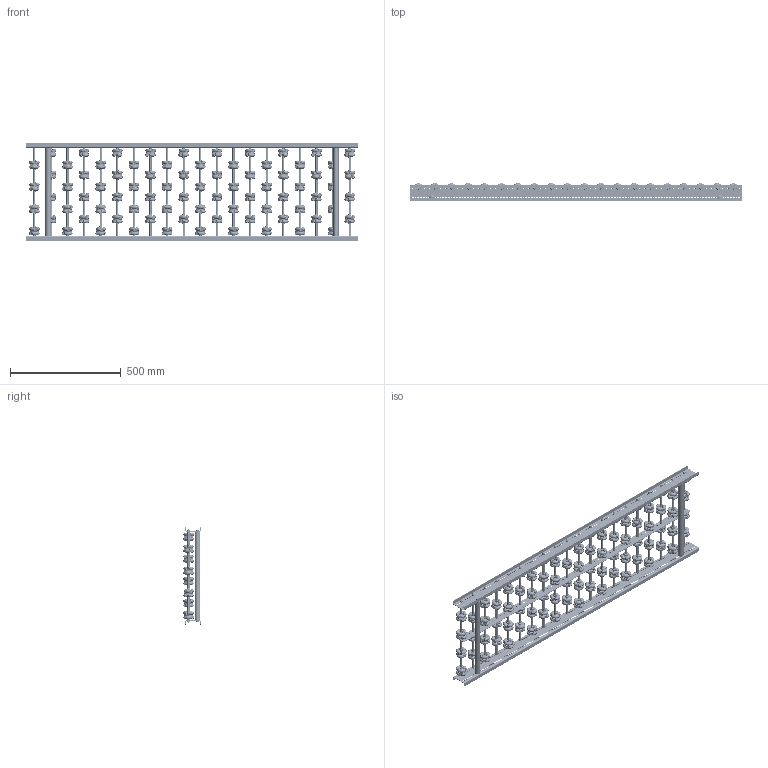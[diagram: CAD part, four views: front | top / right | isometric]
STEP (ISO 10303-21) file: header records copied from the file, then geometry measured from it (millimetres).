
FILE_DESCRIPTION (( 'STEP AP214' ), '1' );
FILE_NAME ('0052584.step', '2021-10-26T12:37:22', ( '' ), ( '' ), 'SwSTEP 2.0', 'SolidWorks 2020', '' );
FILE_SCHEMA (( 'AUTOMOTIVE_DESIGN' ));
Length unit declared in the file: millimetre
Products named in the file (14): 0036819_SICHERUNGS-HUTMUTTER-DIN986-M6; S100994_Sperrzahnschraube_M08x16-8.8-A2K; 0027528_BUCHSE-HOHLNIETE ZU AWR48; AWR-Achse-f黵-Konfiguration_L400; AWR48_Stift; AWR48_Halter; Traversen_KFG_L400; AWR48_Röllchen; 0052584; S108767_Längstraverse-42x2,5-AWR_L1449; 0015028_AWR48; 0019730_Tragrollenrohr-Ø10x1,75KU_KFG_0019730_L=54,5; Profil-RB-20x70x20x2_S100216_U-PROFIL-20-70-20-2-RB-L=1500; 0019719_Gewindestange-M6_L=420
Assembly tree (99 placements, depth 4):
  0052584
    Profil-RB-20x70x20x2_S100216_U-PROFIL-20-70-20-2-RB-L=1500  x2
    AWR-Achse-f黵-Konfiguration_L400  x20
      0019719_Gewindestange-M6_L=420
      0015028_AWR48
        AWR48_Halter
        AWR48_Röllchen  x6
        AWR48_Stift  x6
      0019730_Tragrollenrohr-Ø10x1,75KU_KFG_0019730_L=54,5
      0027528_BUCHSE-HOHLNIETE ZU AWR48
    S100994_Sperrzahnschraube_M08x16-8.8-A2K  x4
    Traversen_KFG_L400  x2
    S108767_Längstraverse-42x2,5-AWR_L1449
    0036819_SICHERUNGS-HUTMUTTER-DIN986-M6  x40
Bounding box: 1500 x 78.93 x 440 mm (x, y, z)
Volume: 4722212.7 mm3; surface area: 3298057.2 mm2
Topology: 1353 solids, 1353 shells, 24438 faces, 56628 edges, 35792 vertices
Faces by surface type: cylinder 9648, plane 8326, torus 4256, cone 2128, sphere 80
Entity records: 33484 total; most frequent: CARTESIAN_POINT 6425, DIRECTION 5885, ORIENTED_EDGE 5026, EDGE_CURVE 2513, AXIS2_PLACEMENT_3D 2507, VERTEX_POINT 1642, EDGE_LOOP 1541, CIRCLE 1498
